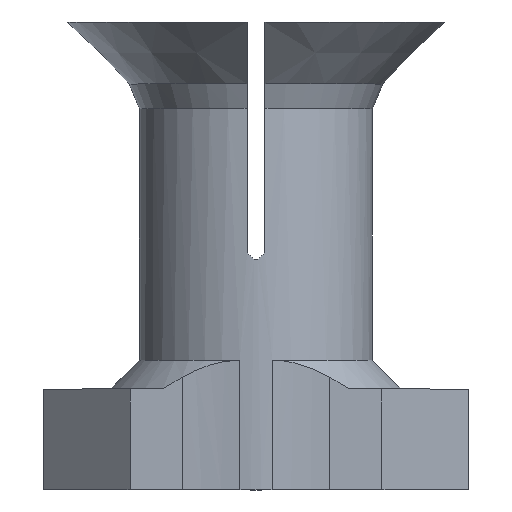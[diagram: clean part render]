
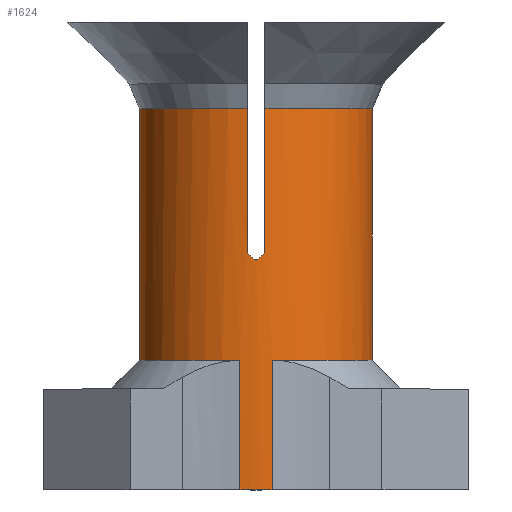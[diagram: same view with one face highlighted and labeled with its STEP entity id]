
A CAD part, top view. The second image highlights one B-rep face of the part: STEP entity #1624.
In plain terms, the highlighted cylindrical face has radius 16.2 mm (diameter 32.4 mm), a full revolution.
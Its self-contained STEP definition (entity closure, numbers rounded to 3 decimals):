
#100=ELLIPSE('',#1722,22.91,16.2);
#101=ELLIPSE('',#1724,22.91,16.2);
#102=ELLIPSE('',#1726,22.91,16.2);
#103=ELLIPSE('',#1728,22.91,16.2);
#108=LINE('',#2330,#278);
#109=LINE('',#2338,#279);
#110=LINE('',#2342,#280);
#111=LINE('',#2349,#281);
#112=LINE('',#2351,#282);
#113=LINE('',#2355,#283);
#114=LINE('',#2359,#284);
#115=LINE('',#2363,#285);
#116=LINE('',#2367,#286);
#278=VECTOR('',#1870,10.);
#279=VECTOR('',#1877,10.);
#280=VECTOR('',#1880,10.);
#281=VECTOR('',#1887,10.);
#282=VECTOR('',#1888,16.2);
#283=VECTOR('',#1891,10.);
#284=VECTOR('',#1894,10.);
#285=VECTOR('',#1897,10.);
#286=VECTOR('',#1900,10.);
#448=CYLINDRICAL_SURFACE('',#1721,16.2);
#465=FACE_OUTER_BOUND('',#554,.T.);
#554=EDGE_LOOP('',(#1128,#1129,#1130,#1131,#1132,#1133,#1134,#1135,#1136,
#1137,#1138,#1139,#1140,#1141,#1142,#1143,#1144,#1145,#1146,#1147,#1148,
#1149,#1150,#1151));
#653=CIRCLE('',#1718,16.2);
#654=CIRCLE('',#1719,16.2);
#656=CIRCLE('',#1723,16.2);
#657=CIRCLE('',#1725,16.2);
#658=CIRCLE('',#1727,16.2);
#659=CIRCLE('',#1729,16.2);
#660=CIRCLE('',#1730,16.2);
#661=CIRCLE('',#1731,16.2);
#662=CIRCLE('',#1732,16.2);
#663=CIRCLE('',#1733,16.2);
#714=VERTEX_POINT('',#2315);
#715=VERTEX_POINT('',#2319);
#716=VERTEX_POINT('',#2321);
#718=VERTEX_POINT('',#2329);
#719=VERTEX_POINT('',#2331);
#720=VERTEX_POINT('',#2333);
#721=VERTEX_POINT('',#2335);
#722=VERTEX_POINT('',#2337);
#723=VERTEX_POINT('',#2339);
#724=VERTEX_POINT('',#2341);
#725=VERTEX_POINT('',#2343);
#726=VERTEX_POINT('',#2345);
#727=VERTEX_POINT('',#2347);
#728=VERTEX_POINT('',#2350);
#729=VERTEX_POINT('',#2352);
#730=VERTEX_POINT('',#2354);
#731=VERTEX_POINT('',#2356);
#732=VERTEX_POINT('',#2358);
#733=VERTEX_POINT('',#2360);
#734=VERTEX_POINT('',#2362);
#735=VERTEX_POINT('',#2364);
#736=VERTEX_POINT('',#2366);
#878=EDGE_CURVE('',#714,#715,#653,.T.);
#879=EDGE_CURVE('',#715,#716,#654,.T.);
#882=EDGE_CURVE('',#714,#718,#108,.T.);
#883=EDGE_CURVE('',#719,#718,#100,.T.);
#884=EDGE_CURVE('',#719,#720,#656,.T.);
#885=EDGE_CURVE('',#721,#720,#101,.T.);
#886=EDGE_CURVE('',#721,#722,#109,.T.);
#887=EDGE_CURVE('',#723,#722,#657,.T.);
#888=EDGE_CURVE('',#723,#724,#110,.T.);
#889=EDGE_CURVE('',#725,#724,#102,.T.);
#890=EDGE_CURVE('',#725,#726,#658,.T.);
#891=EDGE_CURVE('',#727,#726,#103,.T.);
#892=EDGE_CURVE('',#727,#716,#111,.T.);
#893=EDGE_CURVE('',#715,#728,#112,.T.);
#894=EDGE_CURVE('',#729,#728,#659,.T.);
#895=EDGE_CURVE('',#730,#729,#113,.T.);
#896=EDGE_CURVE('',#730,#731,#660,.T.);
#897=EDGE_CURVE('',#732,#731,#114,.T.);
#898=EDGE_CURVE('',#733,#732,#661,.T.);
#899=EDGE_CURVE('',#734,#733,#115,.T.);
#900=EDGE_CURVE('',#734,#735,#662,.T.);
#901=EDGE_CURVE('',#736,#735,#116,.T.);
#902=EDGE_CURVE('',#728,#736,#663,.T.);
#1128=ORIENTED_EDGE('',*,*,#878,.F.);
#1129=ORIENTED_EDGE('',*,*,#882,.T.);
#1130=ORIENTED_EDGE('',*,*,#883,.F.);
#1131=ORIENTED_EDGE('',*,*,#884,.T.);
#1132=ORIENTED_EDGE('',*,*,#885,.F.);
#1133=ORIENTED_EDGE('',*,*,#886,.T.);
#1134=ORIENTED_EDGE('',*,*,#887,.F.);
#1135=ORIENTED_EDGE('',*,*,#888,.T.);
#1136=ORIENTED_EDGE('',*,*,#889,.F.);
#1137=ORIENTED_EDGE('',*,*,#890,.T.);
#1138=ORIENTED_EDGE('',*,*,#891,.F.);
#1139=ORIENTED_EDGE('',*,*,#892,.T.);
#1140=ORIENTED_EDGE('',*,*,#879,.F.);
#1141=ORIENTED_EDGE('',*,*,#893,.T.);
#1142=ORIENTED_EDGE('',*,*,#894,.F.);
#1143=ORIENTED_EDGE('',*,*,#895,.F.);
#1144=ORIENTED_EDGE('',*,*,#896,.T.);
#1145=ORIENTED_EDGE('',*,*,#897,.F.);
#1146=ORIENTED_EDGE('',*,*,#898,.F.);
#1147=ORIENTED_EDGE('',*,*,#899,.F.);
#1148=ORIENTED_EDGE('',*,*,#900,.T.);
#1149=ORIENTED_EDGE('',*,*,#901,.F.);
#1150=ORIENTED_EDGE('',*,*,#902,.F.);
#1151=ORIENTED_EDGE('',*,*,#893,.F.);
#1624=ADVANCED_FACE('',(#465),#448,.T.);
#1718=AXIS2_PLACEMENT_3D('',#2320,#1862,#1863);
#1719=AXIS2_PLACEMENT_3D('',#2322,#1864,#1865);
#1721=AXIS2_PLACEMENT_3D('',#2328,#1868,#1869);
#1722=AXIS2_PLACEMENT_3D('',#2332,#1871,#1872);
#1723=AXIS2_PLACEMENT_3D('',#2334,#1873,#1874);
#1724=AXIS2_PLACEMENT_3D('',#2336,#1875,#1876);
#1725=AXIS2_PLACEMENT_3D('',#2340,#1878,#1879);
#1726=AXIS2_PLACEMENT_3D('',#2344,#1881,#1882);
#1727=AXIS2_PLACEMENT_3D('',#2346,#1883,#1884);
#1728=AXIS2_PLACEMENT_3D('',#2348,#1885,#1886);
#1729=AXIS2_PLACEMENT_3D('',#2353,#1889,#1890);
#1730=AXIS2_PLACEMENT_3D('',#2357,#1892,#1893);
#1731=AXIS2_PLACEMENT_3D('',#2361,#1895,#1896);
#1732=AXIS2_PLACEMENT_3D('',#2365,#1898,#1899);
#1733=AXIS2_PLACEMENT_3D('',#2368,#1901,#1902);
#1862=DIRECTION('center_axis',(0.,1.,0.));
#1863=DIRECTION('ref_axis',(-1.,0.,0.));
#1864=DIRECTION('center_axis',(0.,1.,0.));
#1865=DIRECTION('ref_axis',(-1.,0.,0.));
#1868=DIRECTION('center_axis',(0.,1.,0.));
#1869=DIRECTION('ref_axis',(1.,0.,0.));
#1870=DIRECTION('',(0.,-1.,0.));
#1871=DIRECTION('center_axis',(0.707,0.707,0.));
#1872=DIRECTION('ref_axis',(0.707,-0.707,0.));
#1873=DIRECTION('center_axis',(0.,-1.,0.));
#1874=DIRECTION('ref_axis',(1.,0.,0.));
#1875=DIRECTION('center_axis',(-0.707,0.707,0.));
#1876=DIRECTION('ref_axis',(0.707,0.707,0.));
#1877=DIRECTION('',(0.,1.,0.));
#1878=DIRECTION('center_axis',(0.,1.,0.));
#1879=DIRECTION('ref_axis',(1.,0.,0.));
#1880=DIRECTION('',(0.,-1.,0.));
#1881=DIRECTION('center_axis',(-0.707,0.707,0.));
#1882=DIRECTION('ref_axis',(0.707,0.707,0.));
#1883=DIRECTION('center_axis',(0.,-1.,0.));
#1884=DIRECTION('ref_axis',(1.,0.,0.));
#1885=DIRECTION('center_axis',(0.707,0.707,0.));
#1886=DIRECTION('ref_axis',(0.707,-0.707,0.));
#1887=DIRECTION('',(0.,1.,0.));
#1888=DIRECTION('',(0.,-1.,0.));
#1889=DIRECTION('center_axis',(0.,-1.,0.));
#1890=DIRECTION('ref_axis',(-1.,0.,0.));
#1891=DIRECTION('',(0.,1.,0.));
#1892=DIRECTION('center_axis',(0.,1.,0.));
#1893=DIRECTION('ref_axis',(1.,0.,0.));
#1894=DIRECTION('',(0.,-1.,0.));
#1895=DIRECTION('center_axis',(0.,-1.,0.));
#1896=DIRECTION('ref_axis',(1.,0.,0.));
#1897=DIRECTION('',(0.,1.,0.));
#1898=DIRECTION('center_axis',(0.,1.,0.));
#1899=DIRECTION('ref_axis',(1.,0.,0.));
#1900=DIRECTION('',(0.,-1.,0.));
#1901=DIRECTION('center_axis',(0.,-1.,0.));
#1902=DIRECTION('ref_axis',(-1.,0.,0.));
#2315=CARTESIAN_POINT('',(23.75,53.,-16.152));
#2319=CARTESIAN_POINT('',(8.8,53.,0.));
#2320=CARTESIAN_POINT('Origin',(25.,53.,0.));
#2321=CARTESIAN_POINT('',(23.75,53.,16.152));
#2322=CARTESIAN_POINT('Origin',(25.,53.,0.));
#2328=CARTESIAN_POINT('Origin',(25.,0.,0.));
#2329=CARTESIAN_POINT('',(23.75,33.,-16.152));
#2330=CARTESIAN_POINT('',(23.75,0.,-16.152));
#2331=CARTESIAN_POINT('',(24.75,32.,-16.198));
#2332=CARTESIAN_POINT('Origin',(25.,31.75,0.));
#2333=CARTESIAN_POINT('',(25.25,32.,-16.198));
#2334=CARTESIAN_POINT('Origin',(25.,32.,0.));
#2335=CARTESIAN_POINT('',(26.25,33.,-16.152));
#2336=CARTESIAN_POINT('Origin',(25.,31.75,0.));
#2337=CARTESIAN_POINT('',(26.25,53.,-16.152));
#2338=CARTESIAN_POINT('',(26.25,0.,-16.152));
#2339=CARTESIAN_POINT('',(26.25,53.,16.152));
#2340=CARTESIAN_POINT('Origin',(25.,53.,0.));
#2341=CARTESIAN_POINT('',(26.25,33.,16.152));
#2342=CARTESIAN_POINT('',(26.25,0.,16.152));
#2343=CARTESIAN_POINT('',(25.25,32.,16.198));
#2344=CARTESIAN_POINT('Origin',(25.,31.75,0.));
#2345=CARTESIAN_POINT('',(24.75,32.,16.198));
#2346=CARTESIAN_POINT('Origin',(25.,32.,0.));
#2347=CARTESIAN_POINT('',(23.75,33.,16.152));
#2348=CARTESIAN_POINT('Origin',(25.,31.75,0.));
#2349=CARTESIAN_POINT('',(23.75,0.,16.152));
#2350=CARTESIAN_POINT('',(8.8,18.,0.));
#2351=CARTESIAN_POINT('',(8.8,0.,0.));
#2352=CARTESIAN_POINT('',(22.773,18.,16.046));
#2353=CARTESIAN_POINT('Origin',(25.,18.,0.));
#2354=CARTESIAN_POINT('',(22.773,0.,16.046));
#2355=CARTESIAN_POINT('',(22.773,0.,16.046));
#2356=CARTESIAN_POINT('',(27.227,0.,16.046));
#2357=CARTESIAN_POINT('Origin',(25.,0.,0.));
#2358=CARTESIAN_POINT('',(27.227,18.,16.046));
#2359=CARTESIAN_POINT('',(27.227,0.,16.046));
#2360=CARTESIAN_POINT('',(27.227,18.,-16.046));
#2361=CARTESIAN_POINT('Origin',(25.,18.,0.));
#2362=CARTESIAN_POINT('',(27.227,0.,-16.046));
#2363=CARTESIAN_POINT('',(27.227,0.,-16.046));
#2364=CARTESIAN_POINT('',(22.773,0.,-16.046));
#2365=CARTESIAN_POINT('Origin',(25.,0.,0.));
#2366=CARTESIAN_POINT('',(22.773,18.,-16.046));
#2367=CARTESIAN_POINT('',(22.773,0.,-16.046));
#2368=CARTESIAN_POINT('Origin',(25.,18.,0.));
